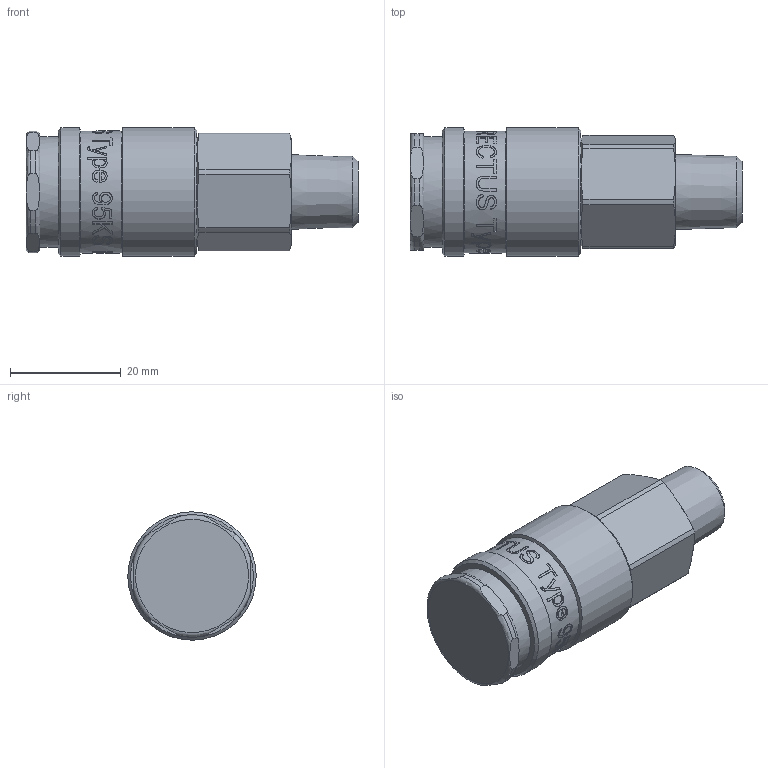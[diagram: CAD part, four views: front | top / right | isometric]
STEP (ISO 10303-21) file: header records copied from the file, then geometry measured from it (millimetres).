
FILE_DESCRIPTION((''),'2;1');
FILE_NAME('95ksak13bpn.stp','2014-07-07T08:06:49',('AS035480'),(''),'Autodesk Inventor 2013','Autodesk Inventor 2013','');
FILE_SCHEMA(('AUTOMOTIVE_DESIGN { 1 0 10303 214 1 1 1 1 }'));
Length unit declared in the file: millimetre
Products named in the file (1): D110983
Bounding box: 59.85 x 23.14 x 23.14 mm (x, y, z)
Volume: 17840.3 mm3; surface area: 7617 mm2
Topology: 1 solids, 2 shells, 326 faces, 864 edges, 571 vertices
Faces by surface type: bspline 142, plane 118, cylinder 49, cone 15, torus 2
Full cylindrical faces by diameter (mm): 16.317 x2, 17.25 x1, 17.9 x1, 18.95 x1, 19.35 x1, 20 x2, 22 x1, 23.15 x2
Entity records: 43474 total; most frequent: CARTESIAN_POINT 36334, ORIENTED_EDGE 1654, DIRECTION 906, EDGE_CURVE 827, VERTEX_POINT 559, B_SPLINE_CURVE_WITH_KNOTS 386, EDGE_LOOP 378, FACE_OUTER_BOUND 324
